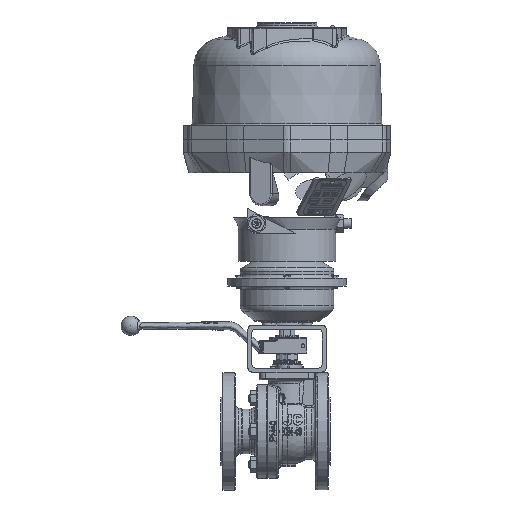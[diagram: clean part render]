
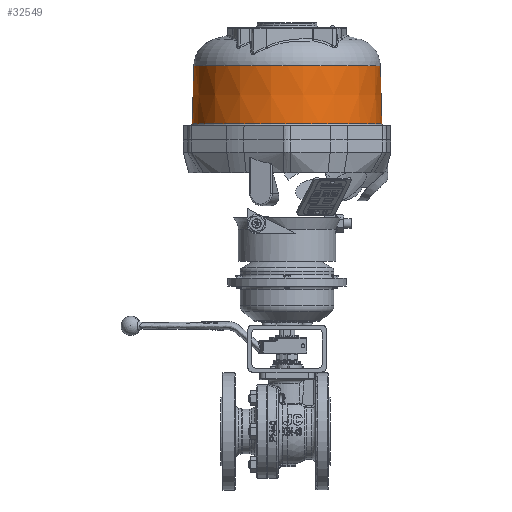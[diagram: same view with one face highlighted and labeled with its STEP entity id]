
A CAD part, front view. The second image highlights one B-rep face of the part: STEP entity #32549.
In plain terms, the highlighted conical face has half-angle 1.5 degrees and reference radius 119.301 mm.
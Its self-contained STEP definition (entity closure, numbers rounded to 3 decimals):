
#3093=CONICAL_SURFACE('',#35391,119.301,0.026);
#4139=FACE_OUTER_BOUND('',#6303,.T.);
#6303=EDGE_LOOP('',(#25990,#25991,#25992,#25993,#25994,#25995));
#8313=LINE('',#74409,#10654);
#10654=VECTOR('',#41118,119.301);
#13096=CIRCLE('',#35389,119.301);
#13097=CIRCLE('',#35390,119.301);
#13098=CIRCLE('',#35392,121.247);
#13099=CIRCLE('',#35393,121.247);
#15163=VERTEX_POINT('',#74400);
#15164=VERTEX_POINT('',#74402);
#15165=VERTEX_POINT('',#74406);
#15166=VERTEX_POINT('',#74407);
#19019=EDGE_CURVE('',#15163,#15164,#13096,.T.);
#19020=EDGE_CURVE('',#15164,#15163,#13097,.T.);
#19021=EDGE_CURVE('',#15165,#15166,#13098,.T.);
#19022=EDGE_CURVE('',#15166,#15164,#8313,.T.);
#19023=EDGE_CURVE('',#15166,#15165,#13099,.T.);
#25990=ORIENTED_EDGE('',*,*,#19021,.T.);
#25991=ORIENTED_EDGE('',*,*,#19022,.T.);
#25992=ORIENTED_EDGE('',*,*,#19019,.F.);
#25993=ORIENTED_EDGE('',*,*,#19020,.F.);
#25994=ORIENTED_EDGE('',*,*,#19022,.F.);
#25995=ORIENTED_EDGE('',*,*,#19023,.T.);
#32549=ADVANCED_FACE('',(#4139),#3093,.T.);
#35389=AXIS2_PLACEMENT_3D('',#74403,#41110,#41111);
#35390=AXIS2_PLACEMENT_3D('',#74404,#41112,#41113);
#35391=AXIS2_PLACEMENT_3D('',#74405,#41114,#41115);
#35392=AXIS2_PLACEMENT_3D('',#74408,#41116,#41117);
#35393=AXIS2_PLACEMENT_3D('',#74410,#41119,#41120);
#41110=DIRECTION('center_axis',(0.,0.,1.));
#41111=DIRECTION('ref_axis',(1.,0.,0.));
#41112=DIRECTION('center_axis',(0.,0.,1.));
#41113=DIRECTION('ref_axis',(1.,0.,0.));
#41114=DIRECTION('center_axis',(0.,0.,-1.));
#41115=DIRECTION('ref_axis',(-1.,0.,0.));
#41116=DIRECTION('center_axis',(0.,0.,1.));
#41117=DIRECTION('ref_axis',(-1.,0.,0.));
#41118=DIRECTION('',(-0.026,0.,1.));
#41119=DIRECTION('center_axis',(0.,0.,1.));
#41120=DIRECTION('ref_axis',(-1.,0.,0.));
#74400=CARTESIAN_POINT('',(-142.275,-15.682,-55.68));
#74402=CARTESIAN_POINT('',(96.326,-15.682,-55.68));
#74403=CARTESIAN_POINT('Origin',(-22.974,-15.682,-55.68));
#74404=CARTESIAN_POINT('Origin',(-22.974,-15.682,-55.68));
#74405=CARTESIAN_POINT('Origin',(-22.974,-15.682,-55.68));
#74406=CARTESIAN_POINT('',(-144.221,-15.682,-130.019));
#74407=CARTESIAN_POINT('',(98.273,-15.682,-130.019));
#74408=CARTESIAN_POINT('Origin',(-22.974,-15.682,-130.019));
#74409=CARTESIAN_POINT('',(96.326,-15.682,-55.68));
#74410=CARTESIAN_POINT('Origin',(-22.974,-15.682,-130.019));
